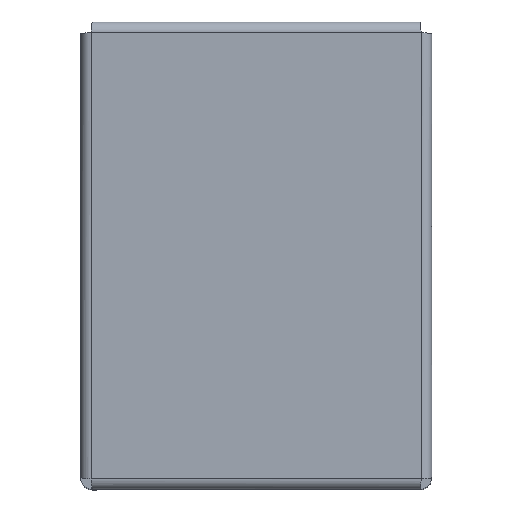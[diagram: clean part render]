
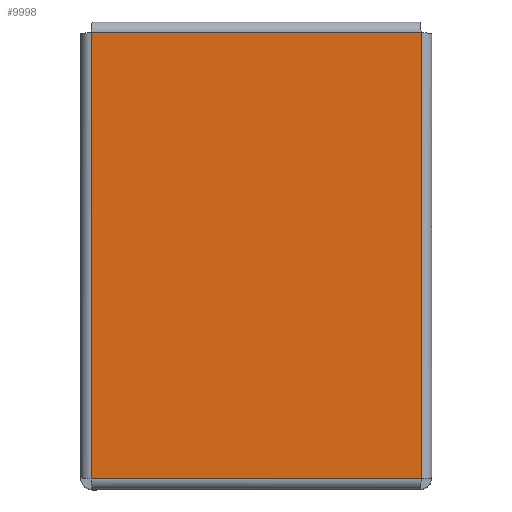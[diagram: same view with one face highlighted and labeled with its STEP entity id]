
A CAD part, top view. The second image highlights one B-rep face of the part: STEP entity #9998.
In plain terms, the highlighted planar face has unit normal (0, 0, 1).
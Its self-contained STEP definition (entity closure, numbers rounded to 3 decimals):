
#9 = DIRECTION ( 'NONE',  ( 1., 0., 0. ) ) ;
#23 = VERTEX_POINT ( 'NONE', #2625 ) ;
#1660 = CARTESIAN_POINT ( 'NONE',  ( -7.52, -10.17, 0. ) ) ;
#1758 = VECTOR ( 'NONE', #4083, 1000. ) ;
#1856 = LINE ( 'NONE', #2402, #16276 ) ;
#2067 = VECTOR ( 'NONE', #24784, 1000. ) ;
#2387 = CARTESIAN_POINT ( 'NONE',  ( -7.52, 10.17, 0. ) ) ;
#2402 = CARTESIAN_POINT ( 'NONE',  ( -7.52, -10.17, 0. ) ) ;
#2421 = DIRECTION ( 'NONE',  ( 0., 0., 1. ) ) ;
#2625 = CARTESIAN_POINT ( 'NONE',  ( 7.52, 10.17, 0. ) ) ;
#4083 = DIRECTION ( 'NONE',  ( 0., -1., 0. ) ) ;
#8055 = EDGE_CURVE ( 'NONE', #16744, #18058, #1856, .T. ) ;
#8299 = CARTESIAN_POINT ( 'NONE',  ( -7.52, 10.17, 0. ) ) ;
#8614 = ORIENTED_EDGE ( 'NONE', *, *, #17830, .T. ) ;
#9076 = EDGE_CURVE ( 'NONE', #17318, #16744, #24880, .T. ) ;
#9998 = ADVANCED_FACE ( 'NONE', ( #19818 ), #17399, .T. ) ;
#10187 = LINE ( 'NONE', #27306, #2067 ) ;
#10855 = DIRECTION ( 'NONE',  ( -1., 0., 0. ) ) ;
#11146 = CARTESIAN_POINT ( 'NONE',  ( 7.52, -10.17, 0. ) ) ;
#12601 = ORIENTED_EDGE ( 'NONE', *, *, #13164, .T. ) ;
#13164 = EDGE_CURVE ( 'NONE', #18058, #23, #10187, .T. ) ;
#13207 = ORIENTED_EDGE ( 'NONE', *, *, #9076, .T. ) ;
#14621 = LINE ( 'NONE', #27107, #15700 ) ;
#15700 = VECTOR ( 'NONE', #18963, 1000. ) ;
#16276 = VECTOR ( 'NONE', #9, 1000. ) ;
#16744 = VERTEX_POINT ( 'NONE', #1660 ) ;
#17318 = VERTEX_POINT ( 'NONE', #2387 ) ;
#17399 = PLANE ( 'NONE',  #19284 ) ;
#17830 = EDGE_CURVE ( 'NONE', #23, #17318, #14621, .T. ) ;
#18058 = VERTEX_POINT ( 'NONE', #11146 ) ;
#18963 = DIRECTION ( 'NONE',  ( -1., 0., 0. ) ) ;
#19284 = AXIS2_PLACEMENT_3D ( 'NONE', #21767, #2421, #10855 ) ;
#19390 = EDGE_LOOP ( 'NONE', ( #13207, #24699, #12601, #8614 ) ) ;
#19818 = FACE_OUTER_BOUND ( 'NONE', #19390, .T. ) ;
#21767 = CARTESIAN_POINT ( 'NONE',  ( 0., 0., 0. ) ) ;
#24699 = ORIENTED_EDGE ( 'NONE', *, *, #8055, .T. ) ;
#24784 = DIRECTION ( 'NONE',  ( 0., 1., 0. ) ) ;
#24880 = LINE ( 'NONE', #8299, #1758 ) ;
#27107 = CARTESIAN_POINT ( 'NONE',  ( 7.52, 10.17, 0. ) ) ;
#27306 = CARTESIAN_POINT ( 'NONE',  ( 7.52, -10.17, 0. ) ) ;
